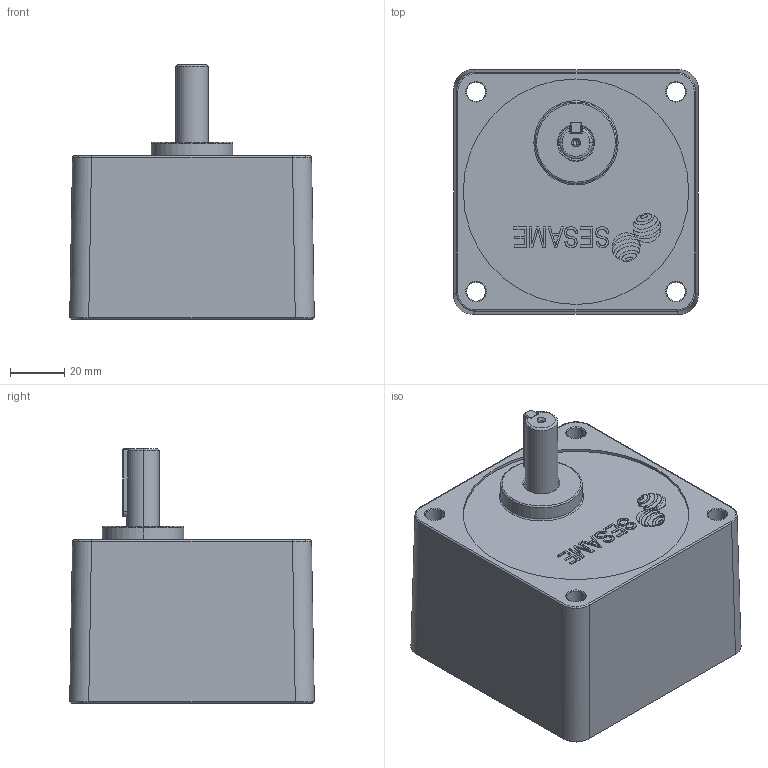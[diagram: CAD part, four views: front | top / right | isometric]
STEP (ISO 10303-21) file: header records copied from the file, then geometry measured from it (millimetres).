
FILE_DESCRIPTION (( 'STEP AP203' ), '1' );
FILE_NAME ('(¼Ð·Ç«~)5GN20-180KE.STEP', '2015-12-09T03:43:06', ( 'SE' ), ( 'SE' ), 'SwSTEP 2.0', 'SolidWorks 2010', '' );
FILE_SCHEMA (( 'CONFIG_CONTROL_DESIGN' ));
Length unit declared in the file: millimetre
Products named in the file (7): GE583-HA_GE583-HA; 4x4xL_25L; (標準品)5GN20-180KE; 5GE側板; 5GH_0.成品; 丸頭螺絲M4 x 10_圓頭M4 x 10; 定位銷 4 x 6L_Parallel Pin ISO 8734 - 4 x 10 - A - St
Assembly tree (10 placements, depth 2):
  (標準品)5GN20-180KE
    定位銷 4 x 6L_Parallel Pin ISO 8734 - 4 x 10 - A - St  x2
    5GE側板
    4x4xL_25L
    丸頭螺絲M4 x 10_圓頭M4 x 10  x4
    GE583-HA_GE583-HA
    5GH_0.成品
Bounding box: 89.98 x 89.98 x 93.5 mm (x, y, z)
Volume: 441797.9 mm3; surface area: 61396.2 mm2
Topology: 10 solids, 10 shells, 593 faces, 1473 edges, 915 vertices
Faces by surface type: cylinder 198, plane 197, cone 100, bspline 59, torus 31, sphere 8
Entity records: 18467 total; most frequent: CARTESIAN_POINT 6200, DIRECTION 2414, ORIENTED_EDGE 2366, EDGE_CURVE 1183, AXIS2_PLACEMENT_3D 936, VERTEX_POINT 754, EDGE_LOOP 547, LINE 542
